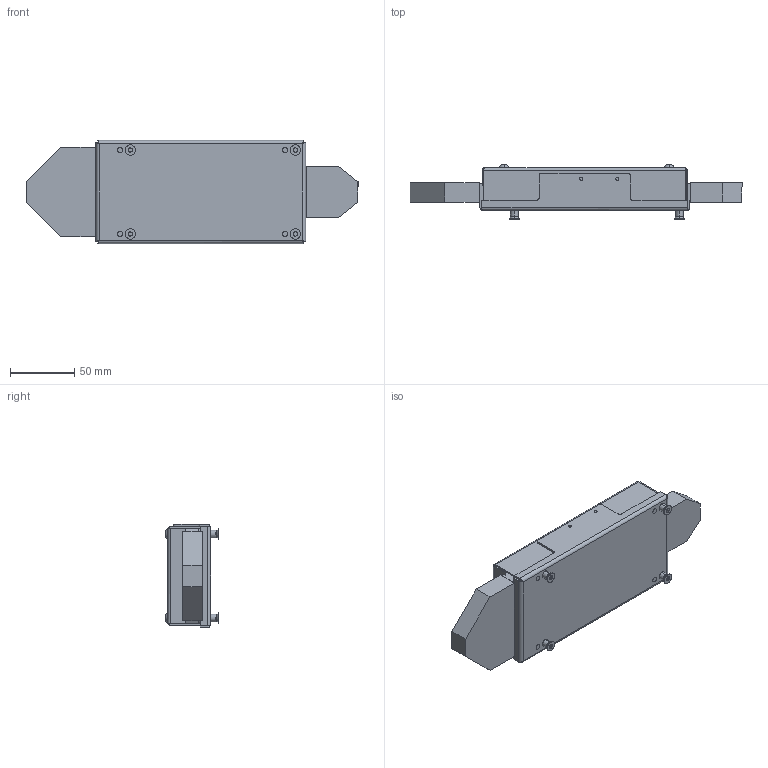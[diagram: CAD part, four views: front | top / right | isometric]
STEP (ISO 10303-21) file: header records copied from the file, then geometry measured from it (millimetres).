
FILE_DESCRIPTION (( 'STEP AP214' ), '1' );
FILE_NAME ('42703~4.STEP', '2019-05-14T09:37:54', ( '' ), ( '' ), 'SwSTEP 2.0', 'SolidWorks 2018', '' );
FILE_SCHEMA (( 'AUTOMOTIVE_DESIGN' ));
Length unit declared in the file: millimetre
Products named in the file (1): 42703~4
Bounding box: 257.4 x 41.8 x 80 mm (x, y, z)
Volume: 160366.4 mm3; surface area: 124041.5 mm2
Topology: 10 solids, 10 shells, 618 faces, 1606 edges, 1036 vertices
Faces by surface type: cylinder 268, plane 263, bspline 51, cone 24, torus 12
Entity records: 23544 total; most frequent: CARTESIAN_POINT 6096, ORIENTED_EDGE 3212, DIRECTION 3200, EDGE_CURVE 1606, AXIS2_PLACEMENT_3D 1136, VERTEX_POINT 1036, VECTOR 928, LINE 928
